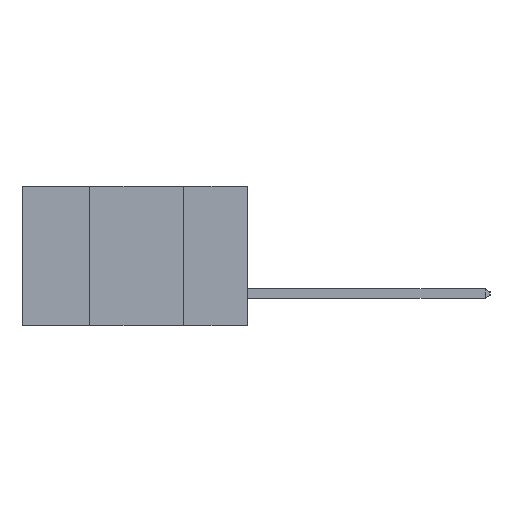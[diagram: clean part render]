
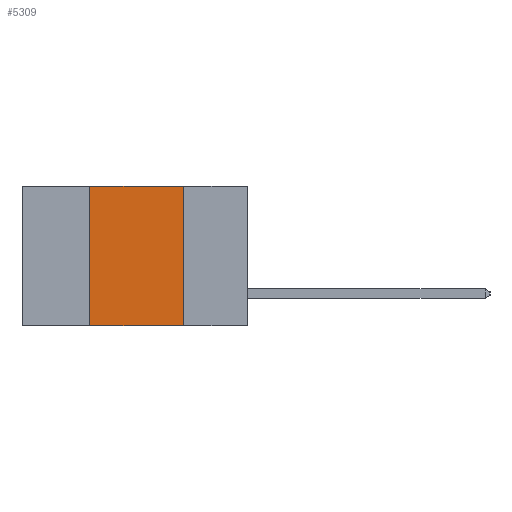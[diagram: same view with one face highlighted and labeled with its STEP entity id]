
A CAD part, left-side view. The second image highlights one B-rep face of the part: STEP entity #5309.
In plain terms, the highlighted planar face has unit normal (-1, 0, 0).
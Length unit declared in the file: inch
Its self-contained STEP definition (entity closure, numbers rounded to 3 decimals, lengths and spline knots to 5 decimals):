
#210 = VERTEX_POINT ( 'NONE', #2137 ) ;
#571 = CARTESIAN_POINT ( 'NONE',  ( 0., 0.6, 0. ) ) ;
#1228 = VERTEX_POINT ( 'NONE', #9785 ) ;
#1584 = DIRECTION ( 'NONE',  ( 0., 0., 1. ) ) ;
#1595 = ORIENTED_EDGE ( 'NONE', *, *, #3183, .T. ) ;
#1629 = FACE_OUTER_BOUND ( 'NONE', #6874, .T. ) ;
#2137 = CARTESIAN_POINT ( 'NONE',  ( 0., 0.17, -0.37 ) ) ;
#2505 = VECTOR ( 'NONE', #1584, 39.37008 ) ;
#2831 = DIRECTION ( 'NONE',  ( 1., 0., 0. ) ) ;
#3183 = EDGE_CURVE ( 'NONE', #11691, #210, #13213, .T. ) ;
#3889 = AXIS2_PLACEMENT_3D ( 'NONE', #571, #2831, #10056 ) ;
#4560 = EDGE_CURVE ( 'NONE', #11691, #1228, #5293, .T. ) ;
#4996 = EDGE_CURVE ( 'NONE', #1228, #10918, #8047, .T. ) ;
#5293 = LINE ( 'NONE', #6840, #2505 ) ;
#5309 = ADVANCED_FACE ( 'NONE', ( #1629 ), #9052, .F. ) ;
#5945 = EDGE_CURVE ( 'NONE', #10918, #210, #9152, .T. ) ;
#6840 = CARTESIAN_POINT ( 'NONE',  ( 0., 0.42, 0. ) ) ;
#6850 = ORIENTED_EDGE ( 'NONE', *, *, #5945, .F. ) ;
#6874 = EDGE_LOOP ( 'NONE', ( #6850, #6987, #7526, #1595 ) ) ;
#6987 = ORIENTED_EDGE ( 'NONE', *, *, #4996, .F. ) ;
#7526 = ORIENTED_EDGE ( 'NONE', *, *, #4560, .F. ) ;
#7848 = VECTOR ( 'NONE', #10290, 39.37008 ) ;
#8047 = LINE ( 'NONE', #8577, #13102 ) ;
#8577 = CARTESIAN_POINT ( 'NONE',  ( 0., 0.6, 0. ) ) ;
#9052 = PLANE ( 'NONE',  #3889 ) ;
#9101 = CARTESIAN_POINT ( 'NONE',  ( 0., 0.17, 0. ) ) ;
#9152 = LINE ( 'NONE', #11009, #11529 ) ;
#9241 = CARTESIAN_POINT ( 'NONE',  ( 0., 0.6, -0.37 ) ) ;
#9583 = DIRECTION ( 'NONE',  ( 0., -1., 0. ) ) ;
#9785 = CARTESIAN_POINT ( 'NONE',  ( 0., 0.42, 0. ) ) ;
#10056 = DIRECTION ( 'NONE',  ( 0., 0., -1. ) ) ;
#10290 = DIRECTION ( 'NONE',  ( 0., -1., 0. ) ) ;
#10918 = VERTEX_POINT ( 'NONE', #9101 ) ;
#11009 = CARTESIAN_POINT ( 'NONE',  ( 0., 0.17, 0. ) ) ;
#11529 = VECTOR ( 'NONE', #13018, 39.37008 ) ;
#11691 = VERTEX_POINT ( 'NONE', #13242 ) ;
#13018 = DIRECTION ( 'NONE',  ( 0., 0., -1. ) ) ;
#13102 = VECTOR ( 'NONE', #9583, 39.37008 ) ;
#13213 = LINE ( 'NONE', #9241, #7848 ) ;
#13242 = CARTESIAN_POINT ( 'NONE',  ( 0., 0.42, -0.37 ) ) ;
